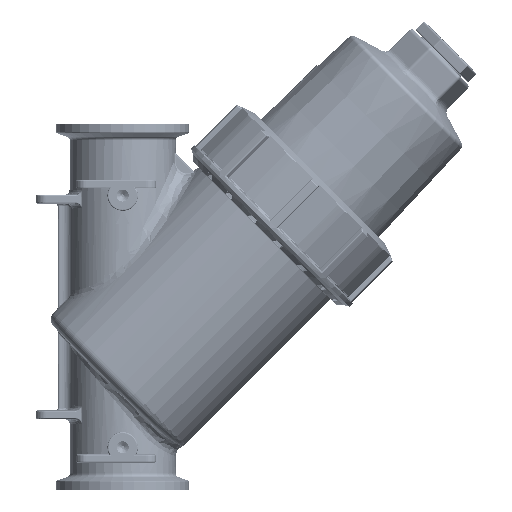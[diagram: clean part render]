
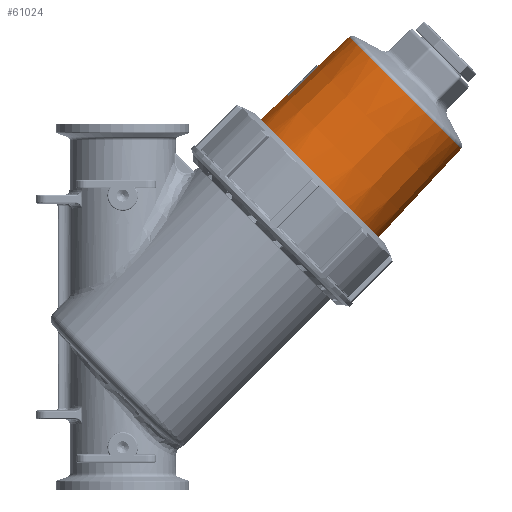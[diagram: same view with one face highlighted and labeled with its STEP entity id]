
A CAD part, left-side view. The second image highlights one B-rep face of the part: STEP entity #61024.
In plain terms, the highlighted conical face has half-angle 2 degrees and reference radius 50.87 mm.
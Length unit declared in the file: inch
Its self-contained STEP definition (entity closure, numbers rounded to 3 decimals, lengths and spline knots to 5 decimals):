
#7077=FACE_OUTER_BOUND('',#11384,.T.);
#11384=EDGE_LOOP('',(#55418,#55419,#55420,#55421,#55422));
#12835=CIRCLE('',#64910,1.94638);
#12837=CIRCLE('',#64912,1.94638);
#17288=B_SPLINE_CURVE_WITH_KNOTS('',3,(#175513,#175514,#175515,#175516,
#175517,#175518,#175519,#175520,#175521,#175522,#175523,#175524,#175525,
#175526,#175527,#175528,#175529,#175530,#175531,#175532,#175533,#175534,
#175535,#175536,#175537,#175538,#175539,#175540,#175541,#175542,#175543,
#175544,#175545,#175546,#175547,#175548,#175549,#175550,#175551,#175552,
#175553,#175554),.UNSPECIFIED.,.T.,.F.,(4,1,1,1,1,1,1,1,1,1,1,1,1,1,1,1,
1,1,1,1,1,1,1,1,1,1,1,1,1,1,1,1,1,1,1,1,1,1,1,4),(-68.17886,-67.26575,
-66.96138,-65.7439,-64.52642,-64.37424,
-63.91768,-63.30894,-62.09146,-61.78709,
-61.68564,-60.06233,-59.25068,-58.43903,
-58.23611,-57.62737,-56.81572,-56.00407,
-55.80115,-55.19241,-53.56911,-52.75745,
-51.13415,-50.32249,-49.51084,-48.69919,
-47.07588,-46.26423,-45.45258,-43.82927,
-43.01762,-42.20596,-40.58266,-39.771,
-38.95935,-37.74187,-36.52439,-35.91565,
-35.30691,-34.08943),.UNSPECIFIED.);
#19926=LINE('',#175555,#23100);
#23100=VECTOR('',#73602,2.00276);
#29645=VERTEX_POINT('',#175506);
#29646=VERTEX_POINT('',#175507);
#29647=VERTEX_POINT('',#175512);
#38417=EDGE_CURVE('',#29645,#29646,#12835,.T.);
#38419=EDGE_CURVE('',#29646,#29645,#12837,.T.);
#38420=EDGE_CURVE('',#29647,#29647,#17288,.T.);
#38421=EDGE_CURVE('',#29647,#29645,#19926,.T.);
#55418=ORIENTED_EDGE('',*,*,#38420,.F.);
#55419=ORIENTED_EDGE('',*,*,#38421,.T.);
#55420=ORIENTED_EDGE('',*,*,#38419,.F.);
#55421=ORIENTED_EDGE('',*,*,#38417,.F.);
#55422=ORIENTED_EDGE('',*,*,#38421,.F.);
#58852=CONICAL_SURFACE('',#64913,2.00276,0.035);
#61024=ADVANCED_FACE('',(#7077),#58852,.T.);
#64910=AXIS2_PLACEMENT_3D('',#175508,#73594,#73595);
#64912=AXIS2_PLACEMENT_3D('',#175510,#73598,#73599);
#64913=AXIS2_PLACEMENT_3D('',#175511,#73600,#73601);
#73594=DIRECTION('center_axis',(0.,-1.,0.));
#73595=DIRECTION('ref_axis',(1.,0.,0.));
#73598=DIRECTION('center_axis',(0.,-1.,0.));
#73599=DIRECTION('ref_axis',(1.,0.,0.));
#73600=DIRECTION('center_axis',(0.,1.,0.));
#73601=DIRECTION('ref_axis',(-1.,0.,0.));
#73602=DIRECTION('',(-0.035,-0.999,0.));
#175506=CARTESIAN_POINT('',(1.94638,-4.06081,0.));
#175507=CARTESIAN_POINT('',(0.,-4.06081,-1.94638));
#175508=CARTESIAN_POINT('Origin',(0.,-4.06081,0.));
#175510=CARTESIAN_POINT('Origin',(0.,-4.06081,0.));
#175511=CARTESIAN_POINT('Origin',(0.,-2.4465,0.));
#175512=CARTESIAN_POINT('',(2.05899,-0.83632,0.));
#175513=CARTESIAN_POINT('Ctrl Pts',(2.05899,-0.83632,
0.));
#175514=CARTESIAN_POINT('Ctrl Pts',(2.05899,-0.83632,
-0.11482));
#175515=CARTESIAN_POINT('Ctrl Pts',(2.04611,-0.83632,
-0.26858));
#175516=CARTESIAN_POINT('Ctrl Pts',(1.98639,-0.83632,
-0.56954));
#175517=CARTESIAN_POINT('Ctrl Pts',(1.87249,-0.83632,
-0.8971));
#175518=CARTESIAN_POINT('Ctrl Pts',(1.6978,-0.83632,
-1.17648));
#175519=CARTESIAN_POINT('Ctrl Pts',(1.55084,-0.83632,
-1.35618));
#175520=CARTESIAN_POINT('Ctrl Pts',(1.44665,-0.83632,
-1.46974));
#175521=CARTESIAN_POINT('Ctrl Pts',(1.23262,-0.83632,
-1.6618));
#175522=CARTESIAN_POINT('Ctrl Pts',(1.00177,-0.83632,
-1.80767));
#175523=CARTESIAN_POINT('Ctrl Pts',(0.81417,-0.83632,
-1.89169));
#175524=CARTESIAN_POINT('Ctrl Pts',(0.57796,-0.83632,
-1.98769));
#175525=CARTESIAN_POINT('Ctrl Pts',(0.25933,-0.83632,
-2.06072));
#175526=CARTESIAN_POINT('Ctrl Pts',(-0.15124,-0.83632,
-2.06105));
#175527=CARTESIAN_POINT('Ctrl Pts',(-0.38019,-0.83632,
-2.02703));
#175528=CARTESIAN_POINT('Ctrl Pts',(-0.58068,-0.83632,
-1.9776));
#175529=CARTESIAN_POINT('Ctrl Pts',(-0.77628,-0.83632,
-1.91341));
#175530=CARTESIAN_POINT('Ctrl Pts',(-1.03013,-0.83632,
-1.79156));
#175531=CARTESIAN_POINT('Ctrl Pts',(-1.22285,-0.83632,
-1.66085));
#175532=CARTESIAN_POINT('Ctrl Pts',(-1.38158,-0.83632,
-1.52928));
#175533=CARTESIAN_POINT('Ctrl Pts',(-1.60291,-0.83632,
-1.31741));
#175534=CARTESIAN_POINT('Ctrl Pts',(-1.82377,-0.83632,
-0.99338));
#175535=CARTESIAN_POINT('Ctrl Pts',(-2.01176,-0.83632,
-0.51658));
#175536=CARTESIAN_POINT('Ctrl Pts',(-2.07445,-0.83632,
-0.10327));
#175537=CARTESIAN_POINT('Ctrl Pts',(-2.04401,-0.83632,
0.30488));
#175538=CARTESIAN_POINT('Ctrl Pts',(-1.97497,-0.83632,
0.60872));
#175539=CARTESIAN_POINT('Ctrl Pts',(-1.82595,-0.83632,
0.98984));
#175540=CARTESIAN_POINT('Ctrl Pts',(-1.59055,-0.83632,
1.33564));
#175541=CARTESIAN_POINT('Ctrl Pts',(-1.29053,-0.83632,
1.61419));
#175542=CARTESIAN_POINT('Ctrl Pts',(-0.94816,-0.83632,
1.84797));
#175543=CARTESIAN_POINT('Ctrl Pts',(-0.56417,-0.83632,
1.99893));
#175544=CARTESIAN_POINT('Ctrl Pts',(-0.15437,-0.83632,
2.06088));
#175545=CARTESIAN_POINT('Ctrl Pts',(0.25512,-0.83632,
2.06125));
#175546=CARTESIAN_POINT('Ctrl Pts',(0.66285,-0.83632,
1.96845));
#175547=CARTESIAN_POINT('Ctrl Pts',(1.03167,-0.83632,
1.79066));
#175548=CARTESIAN_POINT('Ctrl Pts',(1.3319,-0.83632,
1.58628));
#175549=CARTESIAN_POINT('Ctrl Pts',(1.62194,-0.83632,
1.29617));
#175550=CARTESIAN_POINT('Ctrl Pts',(1.83014,-0.83632,
0.96558));
#175551=CARTESIAN_POINT('Ctrl Pts',(1.94704,-0.83632,
0.68237));
#175552=CARTESIAN_POINT('Ctrl Pts',(2.03314,-0.83632,
0.38525));
#175553=CARTESIAN_POINT('Ctrl Pts',(2.05899,-0.83632,
0.15309));
#175554=CARTESIAN_POINT('Ctrl Pts',(2.05899,-0.83632,
0.));
#175555=CARTESIAN_POINT('',(2.00276,-2.4465,0.));
